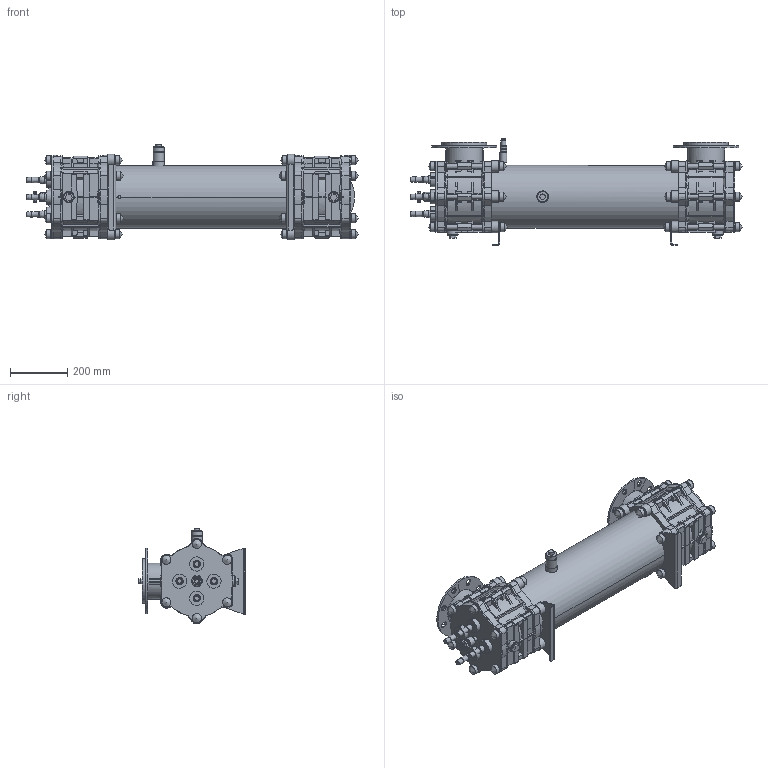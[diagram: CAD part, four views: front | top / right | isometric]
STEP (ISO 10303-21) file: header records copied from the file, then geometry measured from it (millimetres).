
FILE_DESCRIPTION(/* description */ ('CGA_TI-4200-8-4_E20'),/* implementation_level */ '2;1');
FILE_NAME(/* name */ 'V112063334.stp',/* time_stamp */ '2024-05-22T10:34:49+01:00',/* author */ ('thomas.croxson'),/* organization */ (''),/* preprocessor_version */ 'ST-DEVELOPER v18.1',/* originating_system */ 'Autodesk Inventor 2022',/* authorisation */ '');
FILE_SCHEMA (('AUTOMOTIVE_DESIGN { 1 0 10303 214 3 1 1 }'));
Products named in the file (1): V112063334
Bounding box: 1160.89 x 373.55 x 335.05 mm (x, y, z)
Volume: 47676209.1 mm3; surface area: 1657716.6 mm2
Topology: 6 solids, 6 shells, 2082 faces, 5468 edges, 3475 vertices
Faces by surface type: plane 1106, cylinder 502, cone 336, bspline 82, torus 52, sphere 4
Full cylindrical faces by diameter (mm): 10 x2, 12 x4, 14 x4, 16 x24, 16.75 x1, 17 x6, 19 x3, 22.1 x2, 25 x1, 25.706 x1, 30 x24, 30.2 x1, 31.482 x24, 38 x2, 38.388 x2, 40 x2, 40.291 x1, 156 x2
Entity records: 71151 total; most frequent: CARTESIAN_POINT 18445, ORIENTED_EDGE 10872, DIRECTION 10393, EDGE_CURVE 5436, AXIS2_PLACEMENT_3D 3733, VERTEX_POINT 3475, LINE 2927, VECTOR 2927
